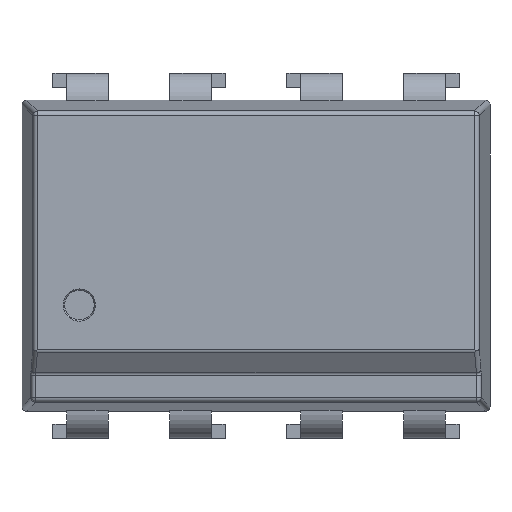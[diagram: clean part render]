
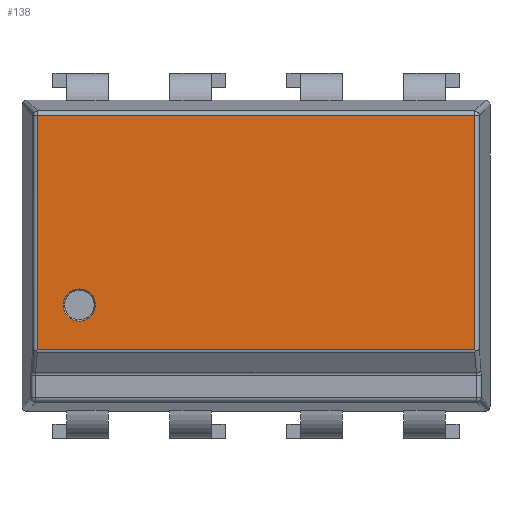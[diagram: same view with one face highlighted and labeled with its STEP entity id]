
A CAD part, top view. The second image highlights one B-rep face of the part: STEP entity #138.
In plain terms, the highlighted planar face has unit normal (0, 0, 1).
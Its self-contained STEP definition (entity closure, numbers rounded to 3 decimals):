
#138=ADVANCED_FACE('',(#2218,#2220),#2222,.T.);
#2218=FACE_BOUND('',#2219,.T.);
#2219=EDGE_LOOP('',(#3904,#3905,#3906,#3907));
#2220=FACE_BOUND('',#2221,.T.);
#2221=EDGE_LOOP('',(#3908));
#2222=PLANE('',#2223);
#2223=AXIS2_PLACEMENT_3D('',#2224,#2225,#2226);
#2224=CARTESIAN_POINT('',(0.,0.,4.8));
#2225=DIRECTION('',(0.,0.,1.));
#2226=DIRECTION('',(1.,0.,0.));
#3904=ORIENTED_EDGE('',*,*,#4920,.T.);
#3905=ORIENTED_EDGE('',*,*,#4921,.T.);
#3906=ORIENTED_EDGE('',*,*,#4922,.T.);
#3907=ORIENTED_EDGE('',*,*,#4923,.T.);
#3908=ORIENTED_EDGE('',*,*,#4924,.T.);
#4920=EDGE_CURVE('',#5428,#5429,#5430,.T.);
#4921=EDGE_CURVE('',#5429,#5431,#5432,.T.);
#4922=EDGE_CURVE('',#5431,#5433,#5434,.T.);
#4923=EDGE_CURVE('',#5433,#5428,#5435,.F.);
#4924=EDGE_CURVE('',#5436,#5436,#5437,.F.);
#5428=VERTEX_POINT('',#6242);
#5429=VERTEX_POINT('',#6243);
#5430=LINE('',#6244,#6245);
#5431=VERTEX_POINT('',#6247);
#5432=LINE('',#6248,#6249);
#5433=VERTEX_POINT('',#6251);
#5434=LINE('',#6252,#6253);
#5435=LINE('',#6255,#6256);
#5436=VERTEX_POINT('',#6258);
#5437=CIRCLE('',#6259,0.35);
#6242=CARTESIAN_POINT('',(4.746,-2.041,4.8));
#6243=CARTESIAN_POINT('',(4.746,3.041,4.8));
#6244=CARTESIAN_POINT('',(4.746,-2.041,4.8));
#6245=VECTOR('',#6246,1.);
#6246=DIRECTION('',(0.,1.,0.));
#6247=CARTESIAN_POINT('',(-4.746,3.041,4.8));
#6248=CARTESIAN_POINT('',(4.746,3.041,4.8));
#6249=VECTOR('',#6250,1.);
#6250=DIRECTION('',(-1.,0.,0.));
#6251=CARTESIAN_POINT('',(-4.746,-2.041,4.8));
#6252=CARTESIAN_POINT('',(-4.746,3.041,4.8));
#6253=VECTOR('',#6254,1.);
#6254=DIRECTION('',(0.,-1.,0.));
#6255=CARTESIAN_POINT('',(4.746,-2.041,4.8));
#6256=VECTOR('',#6257,1.);
#6257=DIRECTION('',(-1.,0.,0.));
#6258=CARTESIAN_POINT('',(-3.484,-1.073,4.8));
#6259=AXIS2_PLACEMENT_3D('',#6260,#6261,#6262);
#6260=CARTESIAN_POINT('',(-3.834,-1.073,4.8));
#6261=DIRECTION('',(0.,0.,1.));
#6262=DIRECTION('',(1.,0.,0.));
